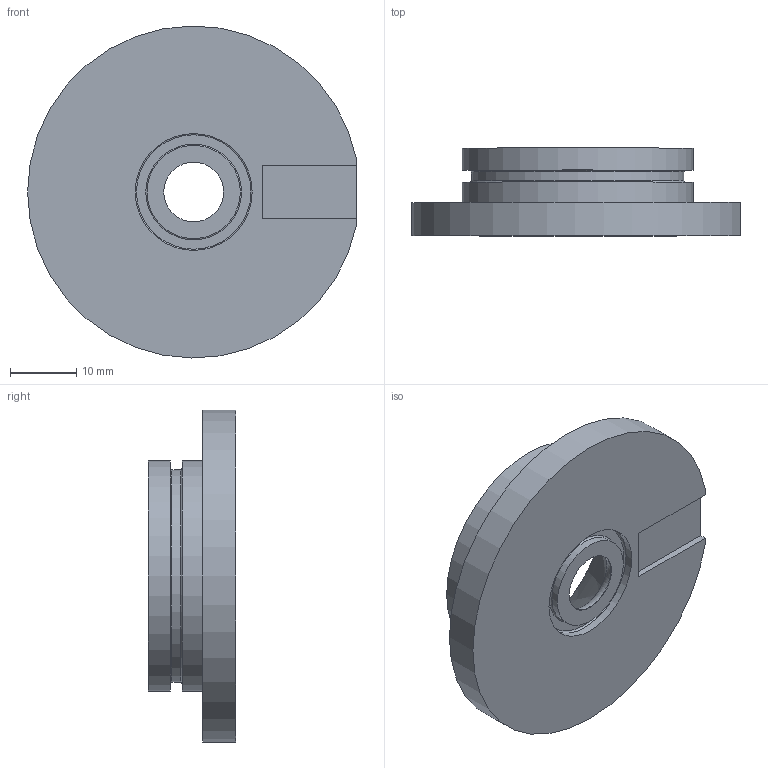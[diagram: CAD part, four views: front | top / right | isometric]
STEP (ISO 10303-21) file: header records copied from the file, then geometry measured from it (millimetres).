
FILE_DESCRIPTION(/* description */ (''),/* implementation_level */ '2;1');
FILE_NAME(/* name */ 'ECell_Casing.step',/* time_stamp */ '2020-10-04T23:58:12-04:00',/* author */ (''),/* organization */ (''),/* preprocessor_version */ 'ST-DEVELOPER v18.1',/* originating_system */ 'Autodesk Translation Framework v9.3.0.1241',/* authorisation */ '');
FILE_SCHEMA (('AUTOMOTIVE_DESIGN { 1 0 10303 214 3 1 1 }'));
Length unit declared in the file: millimetre
Products named in the file (1): FusionComponent
Bounding box: 49.5 x 13.2 x 50 mm (x, y, z)
Volume: 12009.6 mm3; surface area: 6532.1 mm2
Topology: 1 solids, 1 shells, 34 faces, 78 edges, 52 vertices
Faces by surface type: plane 13, cylinder 8, cone 7, torus 6
Full cylindrical faces by diameter (mm): 1.8 x2, 9 x1, 32 x1, 34.8 x2, 41 x1
Entity records: 1063 total; most frequent: DIRECTION 192, CARTESIAN_POINT 163, ORIENTED_EDGE 152, AXIS2_PLACEMENT_3D 81, EDGE_CURVE 76, VERTEX_POINT 52, CIRCLE 46, EDGE_LOOP 44
